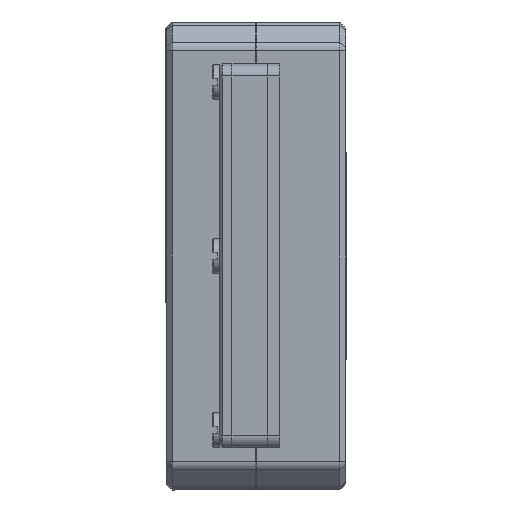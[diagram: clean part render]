
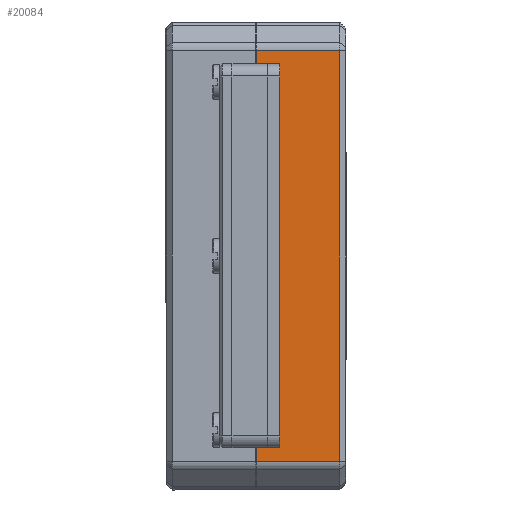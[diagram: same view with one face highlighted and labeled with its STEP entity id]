
A CAD part, left-side view. The second image highlights one B-rep face of the part: STEP entity #20084.
In plain terms, the highlighted planar face has unit normal (-1, 0, 0).
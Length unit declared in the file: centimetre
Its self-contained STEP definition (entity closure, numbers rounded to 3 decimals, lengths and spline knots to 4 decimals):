
#1626=PLANE('',#21315);
#2626=FACE_OUTER_BOUND('',#3883,.T.);
#3883=EDGE_LOOP('',(#17308,#17309,#17310,#17311));
#5789=LINE('',#33518,#7716);
#5851=LINE('',#33698,#7778);
#5881=LINE('',#33789,#7808);
#5960=LINE('',#33983,#7887);
#7716=VECTOR('',#24594,1.);
#7778=VECTOR('',#24754,1.);
#7808=VECTOR('',#24854,1.);
#7887=VECTOR('',#25075,1.);
#9973=VERTEX_POINT('',#33515);
#9974=VERTEX_POINT('',#33517);
#10041=VERTEX_POINT('',#33690);
#10043=VERTEX_POINT('',#33696);
#12398=EDGE_CURVE('',#9973,#9974,#5789,.T.);
#12488=EDGE_CURVE('',#10043,#10041,#5851,.T.);
#12536=EDGE_CURVE('',#9974,#10043,#5881,.T.);
#12630=EDGE_CURVE('',#10041,#9973,#5960,.T.);
#17308=ORIENTED_EDGE('',*,*,#12488,.F.);
#17309=ORIENTED_EDGE('',*,*,#12536,.F.);
#17310=ORIENTED_EDGE('',*,*,#12398,.F.);
#17311=ORIENTED_EDGE('',*,*,#12630,.F.);
#20084=ADVANCED_FACE('',(#2626),#1626,.F.);
#21315=AXIS2_PLACEMENT_3D('',#33984,#25076,#25077);
#24594=DIRECTION('',(0.,0.,1.));
#24754=DIRECTION('',(0.,0.,-1.));
#24854=DIRECTION('',(0.,-1.,0.));
#25075=DIRECTION('',(0.,1.,0.));
#25076=DIRECTION('center_axis',(1.,0.,0.));
#25077=DIRECTION('ref_axis',(0.,0.,-1.));
#33515=CARTESIAN_POINT('',(-0.6,1.,0.2414));
#33517=CARTESIAN_POINT('',(-0.6,1.,3.6586));
#33518=CARTESIAN_POINT('',(-0.6,1.,1.95));
#33690=CARTESIAN_POINT('',(-0.6,0.3,0.2414));
#33696=CARTESIAN_POINT('',(-0.6,0.3,3.6586));
#33698=CARTESIAN_POINT('',(-0.6,0.3,1.95));
#33789=CARTESIAN_POINT('',(-0.6,0.5,3.6586));
#33983=CARTESIAN_POINT('',(-0.6,0.5,0.2414));
#33984=CARTESIAN_POINT('Origin',(-0.6,0.5,1.95));
